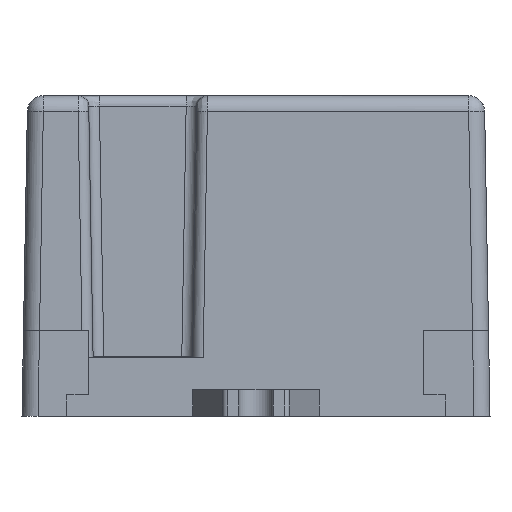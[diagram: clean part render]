
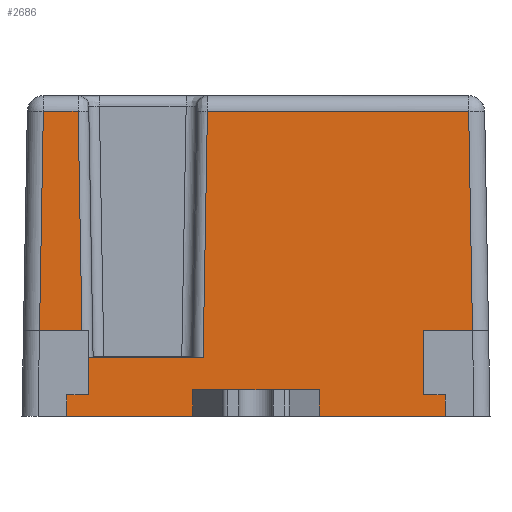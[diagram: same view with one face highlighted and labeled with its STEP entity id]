
A CAD part, left-side view. The second image highlights one B-rep face of the part: STEP entity #2686.
In plain terms, the highlighted planar face has unit normal (-1, 0, 0.018).
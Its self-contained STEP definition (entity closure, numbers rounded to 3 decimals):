
#265=CARTESIAN_POINT('',(-2.402,23.547,23.026));
#293=DIRECTION('',(0.017,-0.017,1.));
#294=VECTOR('',#293,23.033);
#295=CARTESIAN_POINT('',(-2.804,23.949,0.));
#296=LINE('',#295,#294);
#297=DIRECTION('',(-0.017,-0.017,-1.));
#298=VECTOR('',#297,20.534);
#299=CARTESIAN_POINT('',(-2.402,-0.902,
23.026));
#300=LINE('',#299,#298);
#301=DIRECTION('',(-0.017,-0.017,-1.));
#302=VECTOR('',#301,8.001);
#303=CARTESIAN_POINT('',(-2.76,-0.76,
2.499));
#304=LINE('',#303,#302);
#305=DIRECTION('',(0.,1.,0.));
#306=VECTOR('',#305,0.501);
#307=CARTESIAN_POINT('',(-2.76,38.76,2.499));
#308=LINE('',#307,#306);
#309=DIRECTION('',(0.017,-0.017,1.));
#310=VECTOR('',#309,20.534);
#311=CARTESIAN_POINT('',(-2.76,39.261,2.499));
#312=LINE('',#311,#310);
#313=DIRECTION('',(-0.017,-0.017,-1.));
#314=VECTOR('',#313,23.033);
#315=CARTESIAN_POINT('',(-2.402,35.647,23.026));
#316=LINE('',#315,#314);
#317=DIRECTION('',(0.,-1.,0.));
#318=VECTOR('',#317,11.296);
#319=CARTESIAN_POINT('',(-2.804,35.245,0.));
#320=LINE('',#319,#318);
#321=DIRECTION('',(0.,1.,0.));
#322=VECTOR('',#321,24.449);
#323=CARTESIAN_POINT('',(-2.402,-0.902,
23.026));
#324=LINE('',#323,#322);
#365=DIRECTION('',(0.,-1.,0.));
#366=VECTOR('',#365,0.501);
#367=CARTESIAN_POINT('',(-2.76,-0.76,
2.499));
#368=LINE('',#367,#366);
#453=DIRECTION('',(0.,-1.,0.));
#454=VECTOR('',#453,14.);
#455=CARTESIAN_POINT('',(-2.9,38.9,-5.5));
#456=LINE('',#455,#454);
#501=DIRECTION('',(0.,-1.,0.));
#502=VECTOR('',#501,14.);
#503=CARTESIAN_POINT('',(-2.9,13.1,-5.5));
#504=LINE('',#503,#502);
#1211=DIRECTION('',(-0.017,0.017,-1.));
#1212=VECTOR('',#1211,8.001);
#1213=CARTESIAN_POINT('',(-2.76,38.76,2.499));
#1214=LINE('',#1213,#1212);
#1235=DIRECTION('',(0.,1.,0.));
#1236=VECTOR('',#1235,3.255);
#1237=CARTESIAN_POINT('',(-2.402,35.647,23.026));
#1238=LINE('',#1237,#1236);
#1899=DIRECTION('',(0.017,0.006,1.));
#1900=VECTOR('',#1899,2.5);
#1901=CARTESIAN_POINT('',(-2.9,24.9,-5.5));
#1902=LINE('',#1901,#1900);
#1920=DIRECTION('',(0.,-1.,0.));
#1921=VECTOR('',#1920,11.832);
#1922=CARTESIAN_POINT('',(-2.856,24.916,-3.));
#1923=LINE('',#1922,#1921);
#1943=DIRECTION('',(-0.017,0.006,-1.));
#1944=VECTOR('',#1943,2.5);
#1945=CARTESIAN_POINT('',(-2.856,13.084,-3.));
#1946=LINE('',#1945,#1944);
#2077=VERTEX_POINT('',#265);
#2086=CARTESIAN_POINT('',(-2.804,23.949,
0.));
#2087=VERTEX_POINT('',#2086);
#2088=CARTESIAN_POINT('',(-2.402,-0.902,
23.026));
#2089=VERTEX_POINT('',#2088);
#2090=CARTESIAN_POINT('',(-2.76,-1.261,
2.499));
#2091=VERTEX_POINT('',#2090);
#2092=CARTESIAN_POINT('',(-2.76,-0.76,
2.499));
#2093=VERTEX_POINT('',#2092);
#2094=CARTESIAN_POINT('',(-2.9,-0.9,-5.5));
#2095=VERTEX_POINT('',#2094);
#2096=CARTESIAN_POINT('',(-2.9,13.1,-5.5));
#2097=VERTEX_POINT('',#2096);
#2098=CARTESIAN_POINT('',(-2.856,13.084,-3.));
#2099=VERTEX_POINT('',#2098);
#2100=CARTESIAN_POINT('',(-2.856,24.916,-3.));
#2101=VERTEX_POINT('',#2100);
#2102=CARTESIAN_POINT('',(-2.9,24.9,-5.5));
#2103=VERTEX_POINT('',#2102);
#2104=CARTESIAN_POINT('',(-2.9,38.9,-5.5));
#2105=VERTEX_POINT('',#2104);
#2106=CARTESIAN_POINT('',(-2.76,38.76,2.499));
#2107=VERTEX_POINT('',#2106);
#2108=CARTESIAN_POINT('',(-2.76,39.261,2.499));
#2109=VERTEX_POINT('',#2108);
#2110=CARTESIAN_POINT('',(-2.402,38.902,23.026));
#2111=VERTEX_POINT('',#2110);
#2112=CARTESIAN_POINT('',(-2.402,35.647,23.026));
#2113=VERTEX_POINT('',#2112);
#2114=CARTESIAN_POINT('',(-2.804,35.245,
0.));
#2115=VERTEX_POINT('',#2114);
#2648=CARTESIAN_POINT('',(-2.9,-5.225,-5.5));
#2649=DIRECTION('',(-1.,0.,0.017));
#2650=DIRECTION('',(0.,-1.,0.));
#2651=AXIS2_PLACEMENT_3D('',#2648,#2649,#2650);
#2652=PLANE('',#2651);
#2653=ORIENTED_EDGE('',*,*,#2641,.T.);
#2655=ORIENTED_EDGE('',*,*,#2654,.F.);
#2657=ORIENTED_EDGE('',*,*,#2656,.T.);
#2659=ORIENTED_EDGE('',*,*,#2658,.F.);
#2661=ORIENTED_EDGE('',*,*,#2660,.T.);
#2663=ORIENTED_EDGE('',*,*,#2662,.F.);
#2665=ORIENTED_EDGE('',*,*,#2664,.F.);
#2667=ORIENTED_EDGE('',*,*,#2666,.F.);
#2669=ORIENTED_EDGE('',*,*,#2668,.F.);
#2671=ORIENTED_EDGE('',*,*,#2670,.F.);
#2673=ORIENTED_EDGE('',*,*,#2672,.F.);
#2675=ORIENTED_EDGE('',*,*,#2674,.T.);
#2677=ORIENTED_EDGE('',*,*,#2676,.T.);
#2679=ORIENTED_EDGE('',*,*,#2678,.F.);
#2681=ORIENTED_EDGE('',*,*,#2680,.T.);
#2683=ORIENTED_EDGE('',*,*,#2682,.T.);
#2684=EDGE_LOOP('',(#2653,#2655,#2657,#2659,#2661,#2663,#2665,#2667,#2669,#2671,
#2673,#2675,#2677,#2679,#2681,#2683));
#2685=FACE_OUTER_BOUND('',#2684,.F.);
#2686=ADVANCED_FACE('',(#2685),#2652,.T.);
#2641=EDGE_CURVE('',#2087,#2077,#296,.T.);
#2654=EDGE_CURVE('',#2089,#2077,#324,.T.);
#2656=EDGE_CURVE('',#2089,#2091,#300,.T.);
#2658=EDGE_CURVE('',#2093,#2091,#368,.T.);
#2660=EDGE_CURVE('',#2093,#2095,#304,.T.);
#2662=EDGE_CURVE('',#2097,#2095,#504,.T.);
#2664=EDGE_CURVE('',#2099,#2097,#1946,.T.);
#2666=EDGE_CURVE('',#2101,#2099,#1923,.T.);
#2668=EDGE_CURVE('',#2103,#2101,#1902,.T.);
#2670=EDGE_CURVE('',#2105,#2103,#456,.T.);
#2672=EDGE_CURVE('',#2107,#2105,#1214,.T.);
#2674=EDGE_CURVE('',#2107,#2109,#308,.T.);
#2676=EDGE_CURVE('',#2109,#2111,#312,.T.);
#2678=EDGE_CURVE('',#2113,#2111,#1238,.T.);
#2680=EDGE_CURVE('',#2113,#2115,#316,.T.);
#2682=EDGE_CURVE('',#2115,#2087,#320,.T.);
